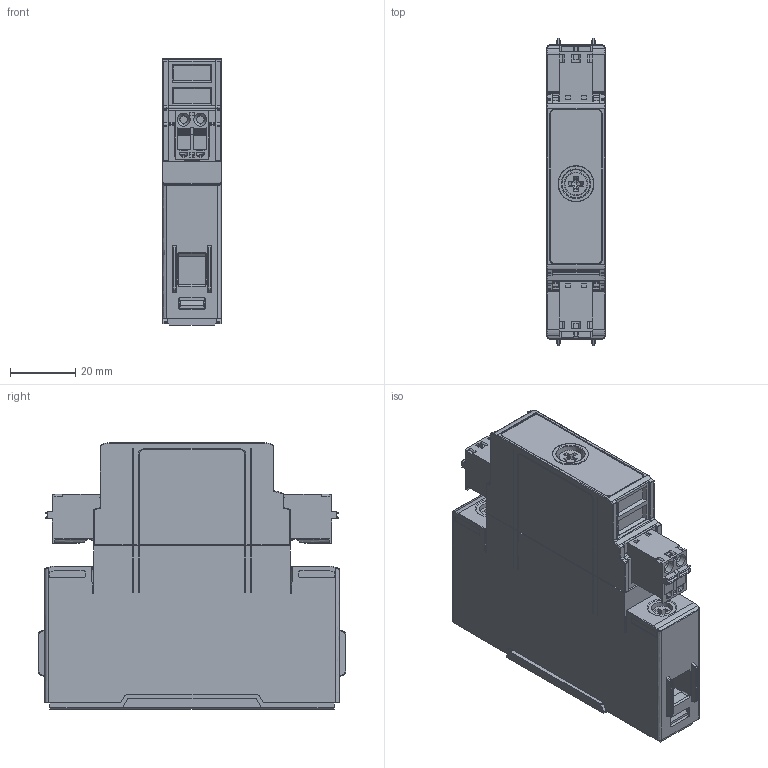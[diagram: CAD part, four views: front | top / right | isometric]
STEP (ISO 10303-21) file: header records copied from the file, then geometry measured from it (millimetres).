
FILE_DESCRIPTION((''),'2;1');
FILE_NAME('CGI1372-00.stp','2017-08-22T10:28:33',(''),(''),'Mechanical Desktop 2011','Mechanical Desktop 2011',', , ');
FILE_SCHEMA(('AUTOMOTIVE_DESIGN { 1 2 10303 214 1 1 1 1 }'));
Length unit declared in the file: millimetre
Products named in the file (2): Product; CGI1372-00
Bounding box: 17.8 x 94 x 81.6 mm (x, y, z)
Volume: 104564.4 mm3; surface area: 25823 mm2
Topology: 1 solids, 1 shells, 1171 faces, 3238 edges, 2066 vertices
Faces by surface type: bspline 579, plane 322, cylinder 182, sphere 58, cone 15, torus 15
Entity records: 45382 total; most frequent: CARTESIAN_POINT 16881, ORIENTED_EDGE 6424, DIRECTION 5242, EDGE_CURVE 3212, VECTOR 2126, LINE 2126, VERTEX_POINT 2066, AXIS2_PLACEMENT_3D 1558
